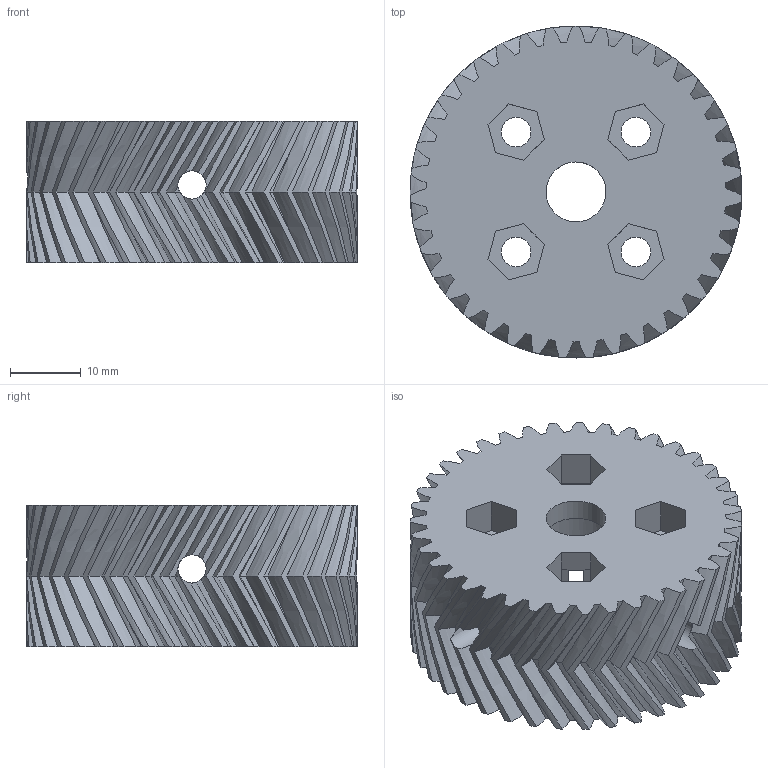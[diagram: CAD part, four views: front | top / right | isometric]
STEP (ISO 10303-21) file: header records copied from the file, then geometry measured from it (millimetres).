
FILE_DESCRIPTION(/* description */ (''),/* implementation_level */ '2;1');
FILE_NAME(/* name */ '',/* time_stamp */ '2025-11-12T22:12:49+03:00',/* author */ ('GameHD'),/* organization */ (''),/* preprocessor_version */ 'ST-DEVELOPER v20',/* originating_system */ 'Autodesk Inventor 2025',/* authorisation */ '');
FILE_SCHEMA (('AUTOMOTIVE_DESIGN { 1 0 10303 214 3 1 1 }'));
Length unit declared in the file: millimetre
Products named in the file (1): Цилиндрическое зубчатое 
зацепление1
Bounding box: 47.03 x 47.03 x 20 mm (x, y, z)
Volume: 22096.3 mm3; surface area: 11397.5 mm2
Topology: 1 solids, 1 shells, 324 faces, 927 edges, 599 vertices
Faces by surface type: bspline 238, cylinder 54, plane 32
Full cylindrical faces by diameter (mm): 4 x4, 4.2 x4, 8.5 x1, 17 x1, 32 x1
Entity records: 14687 total; most frequent: CARTESIAN_POINT 8229, ORIENTED_EDGE 1842, EDGE_CURVE 921, B_SPLINE_CURVE_WITH_KNOTS 721, VERTEX_POINT 592, DIRECTION 486, EDGE_LOOP 343, FACE_OUTER_BOUND 324
